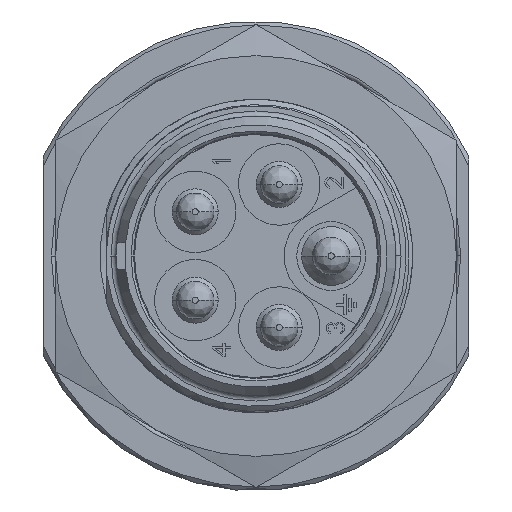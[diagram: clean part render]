
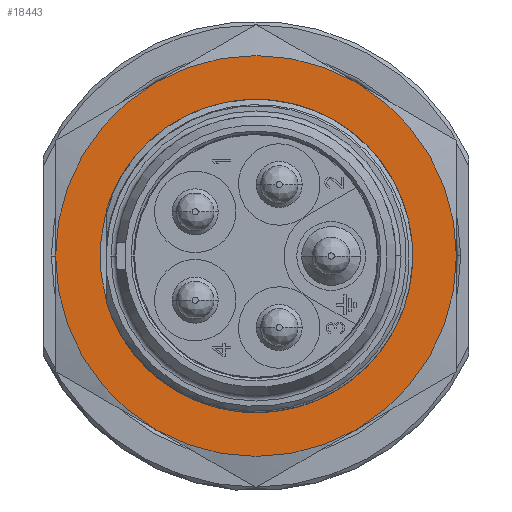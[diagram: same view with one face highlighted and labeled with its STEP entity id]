
A CAD part, left-side view. The second image highlights one B-rep face of the part: STEP entity #18443.
In plain terms, the highlighted planar face has unit normal (-1, 0, 0).
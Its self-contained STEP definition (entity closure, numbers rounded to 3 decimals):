
#3511=CARTESIAN_POINT('',(17.2,0.,0.));
#3512=DIRECTION('',(1.,0.,0.));
#3513=DIRECTION('',(0.,-0.403,0.915));
#3514=AXIS2_PLACEMENT_3D('',#3511,#3512,#3513);
#3626=CARTESIAN_POINT('',(17.2,0.,0.));
#3627=DIRECTION('',(1.,0.,0.));
#3628=DIRECTION('',(0.,-0.5,0.866));
#3629=AXIS2_PLACEMENT_3D('',#3626,#3627,#3628);
#3631=CARTESIAN_POINT('',(17.2,0.,0.));
#3632=DIRECTION('',(1.,0.,0.));
#3633=DIRECTION('',(0.,-1.,0.));
#3634=AXIS2_PLACEMENT_3D('',#3631,#3632,#3633);
#3636=CARTESIAN_POINT('',(17.2,0.,0.));
#3637=DIRECTION('',(-1.,0.,0.));
#3638=DIRECTION('',(0.,1.,0.));
#3639=AXIS2_PLACEMENT_3D('',#3636,#3637,#3638);
#3641=CARTESIAN_POINT('',(17.2,0.,0.));
#3642=DIRECTION('',(-1.,0.,0.));
#3643=DIRECTION('',(0.,0.5,0.866));
#3644=AXIS2_PLACEMENT_3D('',#3641,#3642,#3643);
#3646=CARTESIAN_POINT('',(17.2,10.8,6.235));
#3647=CARTESIAN_POINT('',(17.2,10.708,6.399));
#3648=CARTESIAN_POINT('',(17.2,10.515,6.724));
#3649=CARTESIAN_POINT('',(17.2,10.201,7.201));
#3650=CARTESIAN_POINT('',(17.2,9.976,7.511));
#3651=CARTESIAN_POINT('',(17.2,9.859,7.663));
#3653=CARTESIAN_POINT('',(17.2,11.346,5.126));
#3654=CARTESIAN_POINT('',(17.2,11.294,5.247));
#3655=CARTESIAN_POINT('',(17.2,11.185,5.491));
#3656=CARTESIAN_POINT('',(17.2,11.002,5.864));
#3657=CARTESIAN_POINT('',(17.2,10.869,6.111));
#3658=CARTESIAN_POINT('',(17.2,10.8,6.235));
#3678=CARTESIAN_POINT('',(17.2,-8.,13.856));
#3680=CARTESIAN_POINT('',(17.2,0.,0.));
#3681=DIRECTION('',(-1.,0.,0.));
#3682=DIRECTION('',(0.,-0.5,0.866));
#3683=AXIS2_PLACEMENT_3D('',#3680,#3681,#3682);
#3956=CARTESIAN_POINT('',(17.2,8.,-13.856));
#3958=CARTESIAN_POINT('',(17.2,0.,0.));
#3959=DIRECTION('',(-1.,0.,0.));
#3960=DIRECTION('',(0.,0.5,-0.866));
#3961=AXIS2_PLACEMENT_3D('',#3958,#3959,#3960);
#4009=CARTESIAN_POINT('',(17.2,-8.,-13.856));
#4056=CARTESIAN_POINT('',(17.2,-16.,0.));
#5305=CARTESIAN_POINT('',(17.2,9.859,7.663));
#5306=CARTESIAN_POINT('',(17.2,9.799,7.743));
#5307=CARTESIAN_POINT('',(17.2,9.678,7.903));
#5308=CARTESIAN_POINT('',(17.2,9.553,8.059));
#5309=CARTESIAN_POINT('',(17.2,9.489,8.136));
#5341=CARTESIAN_POINT('',(17.2,0.,0.));
#5342=DIRECTION('',(1.,0.,0.));
#5343=DIRECTION('',(0.,0.759,0.651));
#5344=AXIS2_PLACEMENT_3D('',#5341,#5342,#5343);
#5386=CARTESIAN_POINT('',(17.2,-2.895,12.16));
#5387=CARTESIAN_POINT('',(17.2,-3.139,12.096));
#5388=CARTESIAN_POINT('',(17.2,-3.621,11.955));
#5389=CARTESIAN_POINT('',(17.2,-4.331,11.698));
#5390=CARTESIAN_POINT('',(17.2,-4.793,11.499));
#5391=CARTESIAN_POINT('',(17.2,-5.021,11.393));
#13318=CARTESIAN_POINT('',(17.2,16.,0.));
#13365=CARTESIAN_POINT('',(17.2,8.,13.856));
#15843=VERTEX_POINT('',#3678);
#15846=VERTEX_POINT('',#4056);
#15849=VERTEX_POINT('',#4009);
#15861=VERTEX_POINT('',#3956);
#15864=VERTEX_POINT('',#13318);
#15867=VERTEX_POINT('',#13365);
#15871=VERTEX_POINT('',#3653);
#15872=VERTEX_POINT('',#3658);
#15887=CARTESIAN_POINT('',(17.2,9.489,8.136));
#15888=CARTESIAN_POINT('',(17.2,-2.895,12.16));
#15889=VERTEX_POINT('',#15887);
#15890=VERTEX_POINT('',#15888);
#15935=VERTEX_POINT('',#5305);
#15940=VERTEX_POINT('',#5391);
#18411=CARTESIAN_POINT('',(17.2,0.,0.));
#18412=DIRECTION('',(1.,0.,0.));
#18413=DIRECTION('',(0.,0.,-1.));
#18414=AXIS2_PLACEMENT_3D('',#18411,#18412,#18413);
#18415=PLANE('347',#18414);
#18417=ORIENTED_EDGE('1656',*,*,#18416,.F.);
#18419=ORIENTED_EDGE('1647',*,*,#18418,.T.);
#18421=ORIENTED_EDGE('1648',*,*,#18420,.T.);
#18423=ORIENTED_EDGE('1655',*,*,#18422,.F.);
#18425=ORIENTED_EDGE('1652',*,*,#18424,.F.);
#18427=ORIENTED_EDGE('1651',*,*,#18426,.F.);
#18428=EDGE_LOOP('347',(#18417,#18419,#18421,#18423,#18425,#18427));
#18429=FACE_OUTER_BOUND('347',#18428,.F.);
#18431=ORIENTED_EDGE('1698',*,*,#18430,.F.);
#18433=ORIENTED_EDGE('1723',*,*,#18432,.F.);
#18435=ORIENTED_EDGE('1774',*,*,#18434,.F.);
#18437=ORIENTED_EDGE('1682',*,*,#18436,.F.);
#18438=ORIENTED_EDGE('1790',*,*,#18383,.F.);
#18440=ORIENTED_EDGE('1727',*,*,#18439,.F.);
#18441=EDGE_LOOP('347',(#18431,#18433,#18435,#18437,#18438,#18440));
#18442=FACE_BOUND('347',#18441,.F.);
#3515=CIRCLE('1790',#3514,12.45);
#3630=CIRCLE('1647',#3629,16.);
#3635=CIRCLE('1648',#3634,16.);
#3640=CIRCLE('1652',#3639,16.);
#3645=CIRCLE('1651',#3644,16.);
#3652=B_SPLINE_CURVE_WITH_KNOTS('1774',3,(#3646,#3647,#3648,#3649,#3650,#3651),
.UNSPECIFIED.,.F.,.F.,(4,1,1,4),(0.,0.333,0.667,1.),
.UNSPECIFIED.);
#3659=B_SPLINE_CURVE_WITH_KNOTS('1682',3,(#3653,#3654,#3655,#3656,#3657,#3658),
.UNSPECIFIED.,.F.,.F.,(4,1,1,4),(0.,0.333,0.667,1.),
.UNSPECIFIED.);
#3684=CIRCLE('1656',#3683,16.);
#3962=CIRCLE('1655',#3961,16.);
#5310=B_SPLINE_CURVE_WITH_KNOTS('1723',3,(#5305,#5306,#5307,#5308,#5309),
.UNSPECIFIED.,.F.,.F.,(4,1,4),(0.,0.5,1.),.UNSPECIFIED.);
#5345=CIRCLE('1698',#5344,12.5);
#5392=B_SPLINE_CURVE_WITH_KNOTS('1727',3,(#5386,#5387,#5388,#5389,#5390,#5391),
.UNSPECIFIED.,.F.,.F.,(4,1,1,4),(0.,0.333,0.667,1.),
.UNSPECIFIED.);
#18383=EDGE_CURVE('1790',#15940,#15871,#3515,.T.);
#18416=EDGE_CURVE('1656',#15843,#15867,#3684,.T.);
#18418=EDGE_CURVE('1647',#15843,#15846,#3630,.T.);
#18420=EDGE_CURVE('1648',#15846,#15849,#3635,.T.);
#18422=EDGE_CURVE('1655',#15861,#15849,#3962,.T.);
#18424=EDGE_CURVE('1652',#15864,#15861,#3640,.T.);
#18426=EDGE_CURVE('1651',#15867,#15864,#3645,.T.);
#18430=EDGE_CURVE('1698',#15889,#15890,#5345,.T.);
#18432=EDGE_CURVE('1723',#15935,#15889,#5310,.T.);
#18434=EDGE_CURVE('1774',#15872,#15935,#3652,.T.);
#18436=EDGE_CURVE('1682',#15871,#15872,#3659,.T.);
#18439=EDGE_CURVE('1727',#15890,#15940,#5392,.T.);
#18443=ADVANCED_FACE('347',(#18429,#18442),#18415,.F.);
